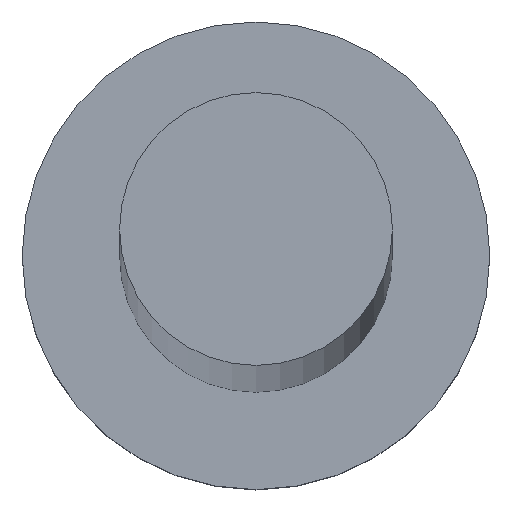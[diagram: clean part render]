
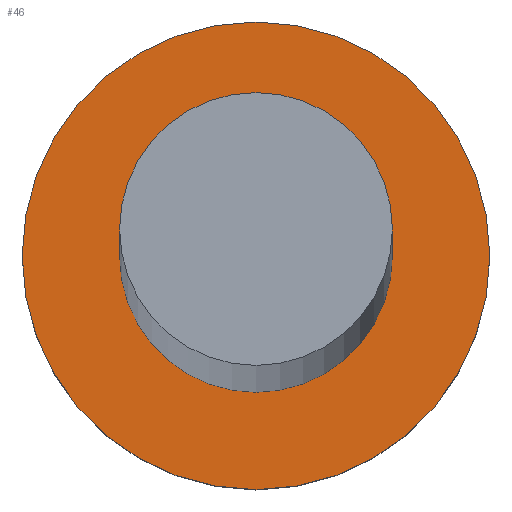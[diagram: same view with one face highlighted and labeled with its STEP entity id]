
A CAD part, top view. The second image highlights one B-rep face of the part: STEP entity #46.
In plain terms, the highlighted planar face has unit normal (0, 0, 1).
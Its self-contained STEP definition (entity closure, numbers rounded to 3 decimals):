
#1 = CIRCLE ( 'NONE', #147, 3.5 ) ;
#7 = CIRCLE ( 'NONE', #227, 6. ) ;
#15 = CARTESIAN_POINT ( 'NONE',  ( 0., 0., 5. ) ) ;
#21 = DIRECTION ( 'NONE',  ( 1., 0., 0. ) ) ;
#25 = ORIENTED_EDGE ( 'NONE', *, *, #172, .T. ) ;
#28 = DIRECTION ( 'NONE',  ( 1., 0., 0. ) ) ;
#36 = DIRECTION ( 'NONE',  ( 1., 0., 0. ) ) ;
#37 = VERTEX_POINT ( 'NONE', #249 ) ;
#46 = ADVANCED_FACE ( 'NONE', ( #187, #250 ), #150, .T. ) ;
#51 = DIRECTION ( 'NONE',  ( 0., 0., 1. ) ) ;
#54 = DIRECTION ( 'NONE',  ( 0., 0., 1. ) ) ;
#56 = AXIS2_PLACEMENT_3D ( 'NONE', #15, #54, #36 ) ;
#59 = EDGE_CURVE ( 'NONE', #86, #100, #1, .T. ) ;
#61 = DIRECTION ( 'NONE',  ( 0., 0., 1. ) ) ;
#66 = CARTESIAN_POINT ( 'NONE',  ( 0., 0., 5. ) ) ;
#83 = CARTESIAN_POINT ( 'NONE',  ( -3.5, 0., 5. ) ) ;
#86 = VERTEX_POINT ( 'NONE', #83 ) ;
#91 = ORIENTED_EDGE ( 'NONE', *, *, #119, .F. ) ;
#97 = EDGE_CURVE ( 'NONE', #37, #216, #7, .T. ) ;
#98 = AXIS2_PLACEMENT_3D ( 'NONE', #224, #51, #28 ) ;
#99 = CARTESIAN_POINT ( 'NONE',  ( 0., 0., 5. ) ) ;
#100 = VERTEX_POINT ( 'NONE', #136 ) ;
#108 = EDGE_LOOP ( 'NONE', ( #215, #91 ) ) ;
#110 = CIRCLE ( 'NONE', #165, 3.5 ) ;
#113 = ORIENTED_EDGE ( 'NONE', *, *, #97, .T. ) ;
#119 = EDGE_CURVE ( 'NONE', #100, #86, #110, .T. ) ;
#136 = CARTESIAN_POINT ( 'NONE',  ( 3.5, 0., 5. ) ) ;
#137 = DIRECTION ( 'NONE',  ( 0., 0., 1. ) ) ;
#147 = AXIS2_PLACEMENT_3D ( 'NONE', #251, #61, #192 ) ;
#150 = PLANE ( 'NONE',  #56 ) ;
#165 = AXIS2_PLACEMENT_3D ( 'NONE', #99, #137, #21 ) ;
#172 = EDGE_CURVE ( 'NONE', #216, #37, #193, .T. ) ;
#187 = FACE_BOUND ( 'NONE', #108, .T. ) ;
#192 = DIRECTION ( 'NONE',  ( 1., 0., 0. ) ) ;
#193 = CIRCLE ( 'NONE', #98, 6. ) ;
#197 = DIRECTION ( 'NONE',  ( 1., 0., 0. ) ) ;
#201 = CARTESIAN_POINT ( 'NONE',  ( -6., 0., 5. ) ) ;
#215 = ORIENTED_EDGE ( 'NONE', *, *, #59, .F. ) ;
#216 = VERTEX_POINT ( 'NONE', #201 ) ;
#219 = EDGE_LOOP ( 'NONE', ( #25, #113 ) ) ;
#224 = CARTESIAN_POINT ( 'NONE',  ( 0., 0., 5. ) ) ;
#227 = AXIS2_PLACEMENT_3D ( 'NONE', #66, #236, #197 ) ;
#236 = DIRECTION ( 'NONE',  ( 0., 0., 1. ) ) ;
#249 = CARTESIAN_POINT ( 'NONE',  ( 6., 0., 5. ) ) ;
#250 = FACE_OUTER_BOUND ( 'NONE', #219, .T. ) ;
#251 = CARTESIAN_POINT ( 'NONE',  ( 0., 0., 5. ) ) ;
